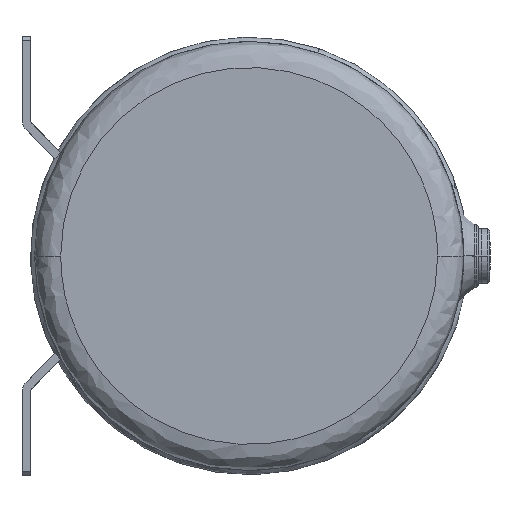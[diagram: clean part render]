
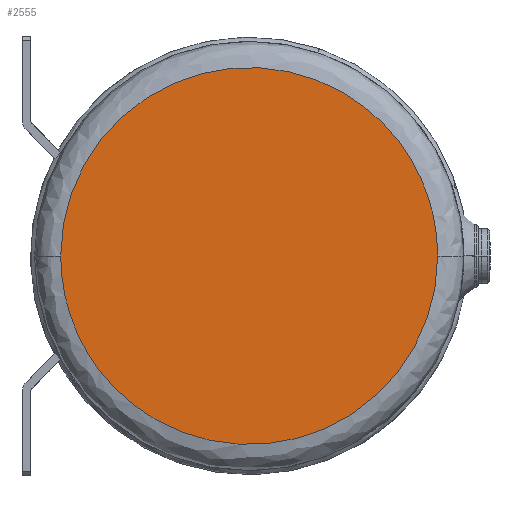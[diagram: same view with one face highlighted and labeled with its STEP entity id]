
A CAD part, front view. The second image highlights one B-rep face of the part: STEP entity #2555.
In plain terms, the highlighted planar face has unit normal (0, -1, 0).
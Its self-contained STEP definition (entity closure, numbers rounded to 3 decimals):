
#638 = CARTESIAN_POINT ( 'NONE',  ( -90., -193.5, -180. ) ) ;
#765 = CARTESIAN_POINT ( 'NONE',  ( 90., -193.5, 180. ) ) ;
#1450 = ORIENTED_EDGE ( 'NONE', *, *, #3172, .F. ) ;
#1485 = FACE_OUTER_BOUND ( 'NONE', #2702, .T. ) ;
#1757 = ORIENTED_EDGE ( 'NONE', *, *, #3482, .F. ) ;
#1877 = CARTESIAN_POINT ( 'NONE',  ( 0., -193.5, -90. ) ) ;
#2164 = AXIS2_PLACEMENT_3D ( 'NONE', #1877, #4541, #2259 ) ;
#2259 = DIRECTION ( 'NONE',  ( 0., 0., -1. ) ) ;
#2555 = ADVANCED_FACE ( 'NONE', ( #1485 ), #4153, .T. ) ;
#2564 = CARTESIAN_POINT ( 'NONE',  ( 90., -193.5, 0. ) ) ;
#2700 = CARTESIAN_POINT ( 'NONE',  ( -90., -193.5, 0. ) ) ;
#2702 = EDGE_LOOP ( 'NONE', ( #1757, #1450 ) ) ;
#2744 = VERTEX_POINT ( 'NONE', #3248 ) ;
#3172 = EDGE_CURVE ( 'NONE', #2744, #4420, #3511, .T. ) ;
#3248 = CARTESIAN_POINT ( 'NONE',  ( -90., -193.5, 0. ) ) ;
#3325 = CARTESIAN_POINT ( 'NONE',  ( -90., -193.5, 0. ) ) ;
#3453 = CARTESIAN_POINT ( 'NONE',  ( 90., -193.5, 0. ) ) ;
#3482 = EDGE_CURVE ( 'NONE', #4420, #2744, #4913, .T. ) ;
#3511 =( BOUNDED_CURVE ( )  B_SPLINE_CURVE ( 3, ( #2700, #4203, #765, #3453 ),
 .UNSPECIFIED., .F., .F. ) 
 B_SPLINE_CURVE_WITH_KNOTS ( ( 4, 4 ),
 ( 0., 1. ),
 .UNSPECIFIED. ) 
 CURVE ( )  GEOMETRIC_REPRESENTATION_ITEM ( )  RATIONAL_B_SPLINE_CURVE ( ( 1., 0.333, 0.333, 1. ) ) 
 REPRESENTATION_ITEM ( '' )  );
#4153 = PLANE ( 'NONE',  #2164 ) ;
#4203 = CARTESIAN_POINT ( 'NONE',  ( -90., -193.5, 180. ) ) ;
#4420 = VERTEX_POINT ( 'NONE', #4858 ) ;
#4541 = DIRECTION ( 'NONE',  ( 0., -1., 0. ) ) ;
#4831 = CARTESIAN_POINT ( 'NONE',  ( 90., -193.5, -180. ) ) ;
#4858 = CARTESIAN_POINT ( 'NONE',  ( 90., -193.5, 0. ) ) ;
#4913 =( BOUNDED_CURVE ( )  B_SPLINE_CURVE ( 3, ( #2564, #4831, #638, #3325 ),
 .UNSPECIFIED., .F., .F. ) 
 B_SPLINE_CURVE_WITH_KNOTS ( ( 4, 4 ),
 ( 0., 1. ),
 .UNSPECIFIED. ) 
 CURVE ( )  GEOMETRIC_REPRESENTATION_ITEM ( )  RATIONAL_B_SPLINE_CURVE ( ( 1., 0.333, 0.333, 1. ) ) 
 REPRESENTATION_ITEM ( '' )  );
